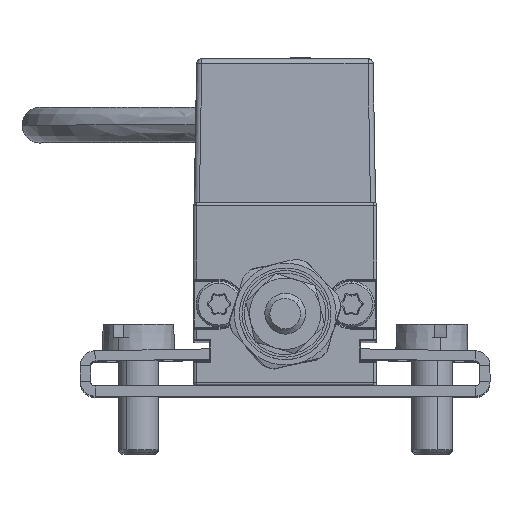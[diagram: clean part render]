
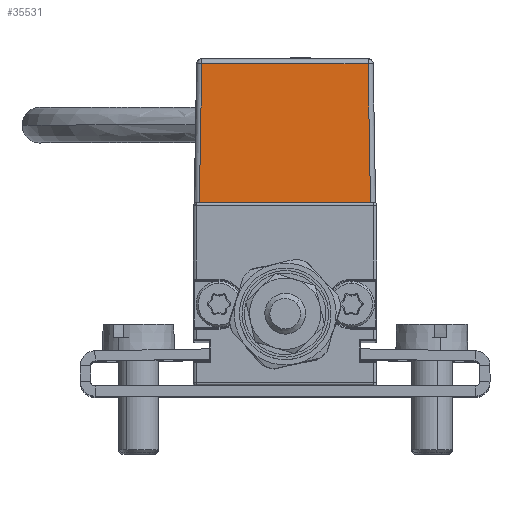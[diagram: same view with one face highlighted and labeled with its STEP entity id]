
A CAD part, top view. The second image highlights one B-rep face of the part: STEP entity #35531.
In plain terms, the highlighted planar face has unit normal (0, 0.018, 1).
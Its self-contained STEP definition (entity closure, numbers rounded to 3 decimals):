
#2247 = ORIENTED_EDGE ( 'NONE', *, *, #9472, .T. ) ;
#2248 = ORIENTED_EDGE ( 'NONE', *, *, #9298, .T. ) ;
#2253 = ORIENTED_EDGE ( 'NONE', *, *, #9470, .T. ) ;
#4297 = VERTEX_POINT ( 'NONE', #30742 ) ;
#4299 = VERTEX_POINT ( 'NONE', #30744 ) ;
#4301 = VERTEX_POINT ( 'NONE', #30746 ) ;
#4314 = VERTEX_POINT ( 'NONE', #30759 ) ;
#9298 = EDGE_CURVE ( 'NONE', #4314, #4299, #11569, .T. ) ;
#9470 = EDGE_CURVE ( 'NONE', #4297, #4301, #32305, .T. ) ;
#9472 = EDGE_CURVE ( 'NONE', #4299, #4297, #32311, .T. ) ;
#9473 = EDGE_CURVE ( 'NONE', #4301, #4314, #32314, .T. ) ;
#11561 = CARTESIAN_POINT ( 'NONE',  ( -8.929, 31.583, 107.547 ) ) ;
#11569 = LINE ( 'NONE', #11561, #31426 ) ;
#11575 = DIRECTION ( 'NONE',  ( -1., 0., 0. ) ) ;
#15782 = AXIS2_PLACEMENT_3D ( 'NONE', #17248, #17249, #17250 ) ;
#17222 = FACE_OUTER_BOUND ( 'NONE', #37105, .T. ) ;
#17238 = PLANE ( 'NONE',  #15782 ) ;
#17248 = CARTESIAN_POINT ( 'NONE',  ( -8.929, 18., 107.784 ) ) ;
#17249 = DIRECTION ( 'NONE',  ( 0., 0.017, 1. ) ) ;
#17250 = DIRECTION ( 'NONE',  ( 0., -1., 0.017 ) ) ;
#29938 = VECTOR ( 'NONE', #32307, 1000. ) ;
#29940 = VECTOR ( 'NONE', #32313, 1000. ) ;
#29941 = VECTOR ( 'NONE', #32316, 1000. ) ;
#30533 = ORIENTED_EDGE ( 'NONE', *, *, #9473, .T. ) ;
#30742 = CARTESIAN_POINT ( 'NONE',  ( -8.426, 18., 107.784 ) ) ;
#30744 = CARTESIAN_POINT ( 'NONE',  ( -8.189, 31.583, 107.547 ) ) ;
#30746 = CARTESIAN_POINT ( 'NONE',  ( 8.366, 18., 107.784 ) ) ;
#30759 = CARTESIAN_POINT ( 'NONE',  ( 8.129, 31.583, 107.547 ) ) ;
#31426 = VECTOR ( 'NONE', #11575, 1000. ) ;
#32305 = LINE ( 'NONE', #32306, #29938 ) ;
#32306 = CARTESIAN_POINT ( 'NONE',  ( -8.929, 18., 107.784 ) ) ;
#32307 = DIRECTION ( 'NONE',  ( 1., 0., 0. ) ) ;
#32311 = LINE ( 'NONE', #32312, #29940 ) ;
#32312 = CARTESIAN_POINT ( 'NONE',  ( -8.426, 17.991, 107.784 ) ) ;
#32313 = DIRECTION ( 'NONE',  ( -0.017, -1., 0.017 ) ) ;
#32314 = LINE ( 'NONE', #32315, #29941 ) ;
#32315 = CARTESIAN_POINT ( 'NONE',  ( 8.36, 18.302, 107.779 ) ) ;
#32316 = DIRECTION ( 'NONE',  ( -0.017, 1., -0.017 ) ) ;
#35531 = ADVANCED_FACE ( 'NONE', ( #17222 ), #17238, .T. ) ;
#37105 = EDGE_LOOP ( 'NONE', ( #30533, #2248, #2247, #2253 ) ) ;
